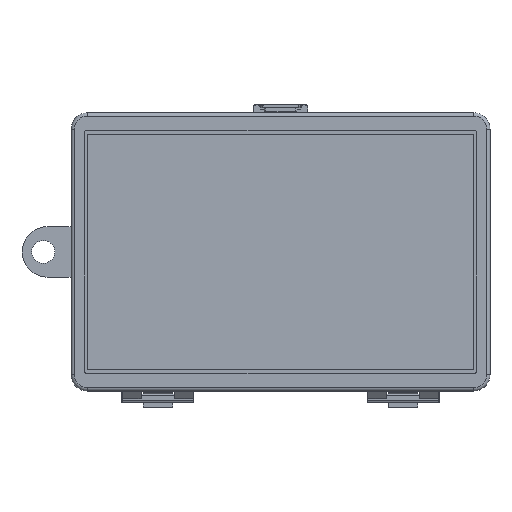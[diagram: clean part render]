
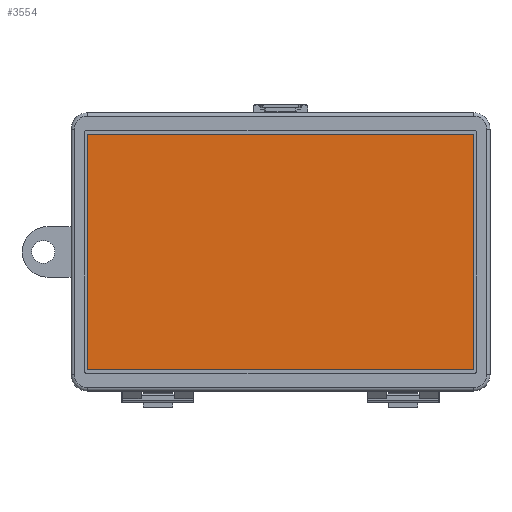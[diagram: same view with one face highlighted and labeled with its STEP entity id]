
A CAD part, front view. The second image highlights one B-rep face of the part: STEP entity #3554.
In plain terms, the highlighted planar face has unit normal (0, -1, 0).
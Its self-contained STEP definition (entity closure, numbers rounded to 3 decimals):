
#12 = VECTOR ( 'NONE', #9647, 1000. ) ;
#212 = VERTEX_POINT ( 'NONE', #10502 ) ;
#413 = VERTEX_POINT ( 'NONE', #8035 ) ;
#655 = LINE ( 'NONE', #4109, #12 ) ;
#763 = VERTEX_POINT ( 'NONE', #4505 ) ;
#1323 = CARTESIAN_POINT ( 'NONE',  ( -59., 0., -36. ) ) ;
#1385 = ORIENTED_EDGE ( 'NONE', *, *, #11321, .T. ) ;
#2557 = LINE ( 'NONE', #7264, #10561 ) ;
#2664 = AXIS2_PLACEMENT_3D ( 'NONE', #7864, #10681, #5850 ) ;
#3162 = CARTESIAN_POINT ( 'NONE',  ( 59., 0., 36. ) ) ;
#3554 = ADVANCED_FACE ( 'NONE', ( #10449 ), #8594, .F. ) ;
#3804 = CARTESIAN_POINT ( 'NONE',  ( -59., 0., -36. ) ) ;
#4109 = CARTESIAN_POINT ( 'NONE',  ( -59., 0., 36. ) ) ;
#4121 = DIRECTION ( 'NONE',  ( 0., 0., 1. ) ) ;
#4137 = EDGE_CURVE ( 'NONE', #8598, #413, #7364, .T. ) ;
#4505 = CARTESIAN_POINT ( 'NONE',  ( 59., 0., 36. ) ) ;
#4738 = EDGE_LOOP ( 'NONE', ( #5585, #8800, #9324, #1385 ) ) ;
#4978 = EDGE_CURVE ( 'NONE', #413, #763, #7797, .T. ) ;
#5344 = EDGE_CURVE ( 'NONE', #763, #212, #655, .T. ) ;
#5585 = ORIENTED_EDGE ( 'NONE', *, *, #4137, .T. ) ;
#5850 = DIRECTION ( 'NONE',  ( 0., 0., 1. ) ) ;
#7134 = DIRECTION ( 'NONE',  ( 0., 0., -1. ) ) ;
#7264 = CARTESIAN_POINT ( 'NONE',  ( -59., 0., 36. ) ) ;
#7364 = LINE ( 'NONE', #3804, #11654 ) ;
#7797 = LINE ( 'NONE', #3162, #8577 ) ;
#7864 = CARTESIAN_POINT ( 'NONE',  ( 0., 0., 0. ) ) ;
#8035 = CARTESIAN_POINT ( 'NONE',  ( 59., 0., -36. ) ) ;
#8577 = VECTOR ( 'NONE', #4121, 1000. ) ;
#8594 = PLANE ( 'NONE',  #2664 ) ;
#8598 = VERTEX_POINT ( 'NONE', #1323 ) ;
#8800 = ORIENTED_EDGE ( 'NONE', *, *, #4978, .T. ) ;
#9324 = ORIENTED_EDGE ( 'NONE', *, *, #5344, .T. ) ;
#9647 = DIRECTION ( 'NONE',  ( -1., 0., 0. ) ) ;
#10180 = DIRECTION ( 'NONE',  ( 1., 0., 0. ) ) ;
#10449 = FACE_OUTER_BOUND ( 'NONE', #4738, .T. ) ;
#10502 = CARTESIAN_POINT ( 'NONE',  ( -59., 0., 36. ) ) ;
#10561 = VECTOR ( 'NONE', #7134, 1000. ) ;
#10681 = DIRECTION ( 'NONE',  ( 0., 1., 0. ) ) ;
#11321 = EDGE_CURVE ( 'NONE', #212, #8598, #2557, .T. ) ;
#11654 = VECTOR ( 'NONE', #10180, 1000. ) ;
